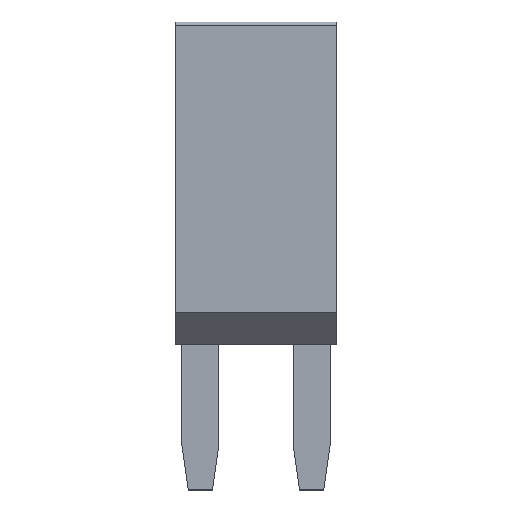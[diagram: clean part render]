
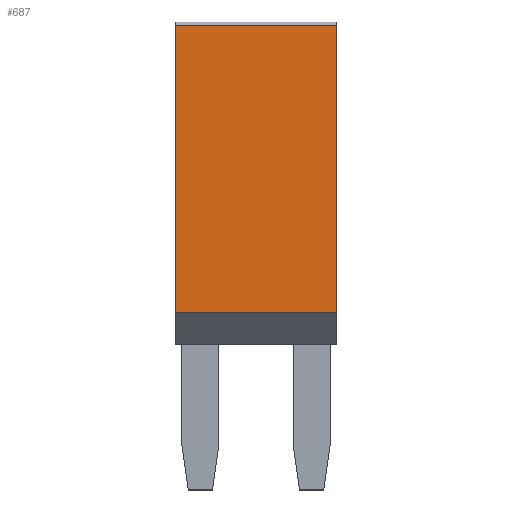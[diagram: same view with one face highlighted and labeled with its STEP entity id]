
A CAD part, top view. The second image highlights one B-rep face of the part: STEP entity #687.
In plain terms, the highlighted planar face has unit normal (0, 0, 1).
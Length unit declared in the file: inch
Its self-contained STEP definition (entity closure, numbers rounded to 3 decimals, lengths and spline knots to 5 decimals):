
#40 = VECTOR ( 'NONE', #992, 39.37008 ) ;
#84 = VECTOR ( 'NONE', #250, 39.37008 ) ;
#157 = VECTOR ( 'NONE', #592, 39.37008 ) ;
#160 = EDGE_CURVE ( 'NONE', #764, #733, #990, .T. ) ;
#200 = AXIS2_PLACEMENT_3D ( 'NONE', #484, #483, #482 ) ;
#250 = DIRECTION ( 'NONE',  ( 0., -1., 0. ) ) ;
#252 = CARTESIAN_POINT ( 'NONE',  ( -0.25, 1., 0.125 ) ) ;
#253 = LINE ( 'NONE', #252, #84 ) ;
#280 = EDGE_CURVE ( 'NONE', #886, #903, #1063, .T. ) ;
#296 = CARTESIAN_POINT ( 'NONE',  ( -0.25, 0.99, 0.125 ) ) ;
#332 = CARTESIAN_POINT ( 'NONE',  ( 0.25, 0.99, 0.125 ) ) ;
#383 = CARTESIAN_POINT ( 'NONE',  ( -0.25, 0.1, 0.125 ) ) ;
#396 = CARTESIAN_POINT ( 'NONE',  ( 0.25, 0.1, 0.125 ) ) ;
#482 = DIRECTION ( 'NONE',  ( -1., 0., 0. ) ) ;
#483 = DIRECTION ( 'NONE',  ( 0., 0., -1. ) ) ;
#484 = CARTESIAN_POINT ( 'NONE',  ( -0.25, 1., 0.125 ) ) ;
#492 = EDGE_CURVE ( 'NONE', #886, #733, #590, .T. ) ;
#500 = PLANE ( 'NONE',  #200 ) ;
#501 = FACE_OUTER_BOUND ( 'NONE', #896, .T. ) ;
#585 = CARTESIAN_POINT ( 'NONE',  ( 0.25, 1., 0.125 ) ) ;
#590 = LINE ( 'NONE', #585, #157 ) ;
#592 = DIRECTION ( 'NONE',  ( 0., -1., 0. ) ) ;
#687 = ADVANCED_FACE ( 'NONE', ( #501 ), #500, .F. ) ;
#733 = VERTEX_POINT ( 'NONE', #396 ) ;
#764 = VERTEX_POINT ( 'NONE', #383 ) ;
#785 = ORIENTED_EDGE ( 'NONE', *, *, #492, .F. ) ;
#786 = ORIENTED_EDGE ( 'NONE', *, *, #280, .T. ) ;
#787 = ORIENTED_EDGE ( 'NONE', *, *, #1031, .T. ) ;
#788 = ORIENTED_EDGE ( 'NONE', *, *, #160, .T. ) ;
#886 = VERTEX_POINT ( 'NONE', #332 ) ;
#896 = EDGE_LOOP ( 'NONE', ( #785, #786, #787, #788 ) ) ;
#903 = VERTEX_POINT ( 'NONE', #296 ) ;
#980 = VECTOR ( 'NONE', #1070, 39.37008 ) ;
#990 = LINE ( 'NONE', #991, #40 ) ;
#991 = CARTESIAN_POINT ( 'NONE',  ( -0.25, 0.1, 0.125 ) ) ;
#992 = DIRECTION ( 'NONE',  ( 1., 0., 0. ) ) ;
#1031 = EDGE_CURVE ( 'NONE', #903, #764, #253, .T. ) ;
#1063 = LINE ( 'NONE', #1082, #980 ) ;
#1070 = DIRECTION ( 'NONE',  ( -1., 0., 0. ) ) ;
#1082 = CARTESIAN_POINT ( 'NONE',  ( -0.25, 0.99, 0.125 ) ) ;
